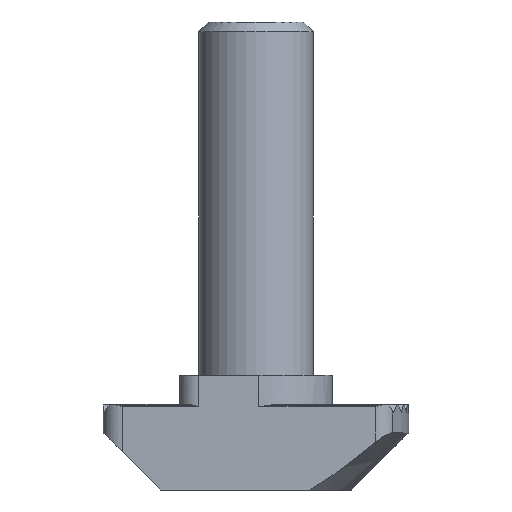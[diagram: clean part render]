
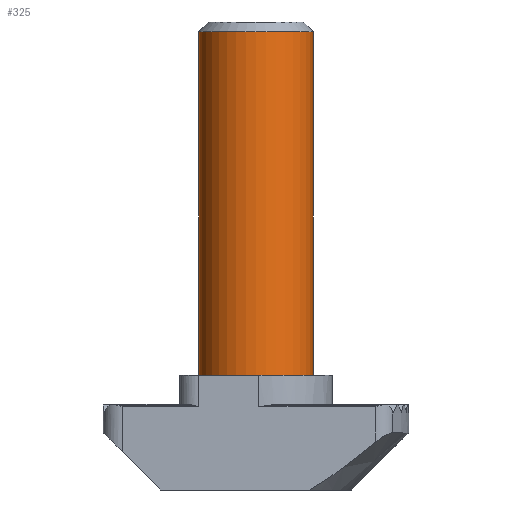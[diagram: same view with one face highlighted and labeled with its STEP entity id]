
A CAD part, front view. The second image highlights one B-rep face of the part: STEP entity #325.
In plain terms, the highlighted cylindrical face has radius 3 mm (diameter 6 mm), a partial arc.
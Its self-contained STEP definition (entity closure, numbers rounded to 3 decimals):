
#325=ADVANCED_FACE('NONE',(#651),#652,.T.);
#651=FACE_OUTER_BOUND('',#973,.T.);
#652=CYLINDRICAL_SURFACE('',#974,3.0);
#973=EDGE_LOOP('',(#1947,#1948,#1949,#1950));
#974=AXIS2_PLACEMENT_3D('',#1951,#1952,#1953);
#1947=ORIENTED_EDGE('',*,*,#2087,.F.);
#1948=ORIENTED_EDGE('',*,*,#2377,.T.);
#1949=ORIENTED_EDGE('',*,*,#2089,.T.);
#1950=ORIENTED_EDGE('',*,*,#2103,.T.);
#1951=CARTESIAN_POINT('',(0.0,0.0,-0.769));
#1952=DIRECTION('',(0.0,0.0,1.0));
#1953=DIRECTION('',(-1.0,0.0,0.0));
#2087=EDGE_CURVE('NONE',#2557,#2559,#2560,.T.);
#2089=EDGE_CURVE('NONE',#2556,#2561,#2563,.T.);
#2103=EDGE_CURVE('NONE',#2561,#2559,#2587,.T.);
#2377=EDGE_CURVE('NONE',#2557,#2556,#2964,.T.);
#2556=VERTEX_POINT('NONE',#3453);
#2557=VERTEX_POINT('NONE',#3454);
#2559=VERTEX_POINT('NONE',#3456);
#2560=LINE('',#3457,#3458);
#2561=VERTEX_POINT('NONE',#3459);
#2563=LINE('',#3461,#3462);
#2587=CIRCLE('',#3492,3.0);
#2964=CIRCLE('',#4784,3.0);
#3453=CARTESIAN_POINT('',(-3.0,0.0,24.0));
#3454=CARTESIAN_POINT('',(3.0,0.,24.0));
#3456=CARTESIAN_POINT('',(3.0,0.,6.0));
#3457=CARTESIAN_POINT('',(3.0,0.,-0.769));
#3458=VECTOR('',#4887,1000.0);
#3459=CARTESIAN_POINT('',(-3.0,0.0,6.0));
#3461=CARTESIAN_POINT('',(-3.0,0.0,-0.769));
#3462=VECTOR('',#4891,1000.0);
#3492=AXIS2_PLACEMENT_3D('',#4913,#4914,#4915);
#4784=AXIS2_PLACEMENT_3D('',#5067,#5068,#5069);
#4887=DIRECTION('',(-0.0,-0.0,-1.0));
#4891=DIRECTION('',(-0.0,-0.0,-1.0));
#4913=CARTESIAN_POINT('',(0.0,0.0,6.0));
#4914=DIRECTION('',(0.0,0.0,1.0));
#4915=DIRECTION('',(-1.0,0.0,0.0));
#5067=CARTESIAN_POINT('',(0.0,0.0,24.0));
#5068=DIRECTION('',(0.0,0.0,-1.0));
#5069=DIRECTION('',(-1.0,0.0,0.0));
